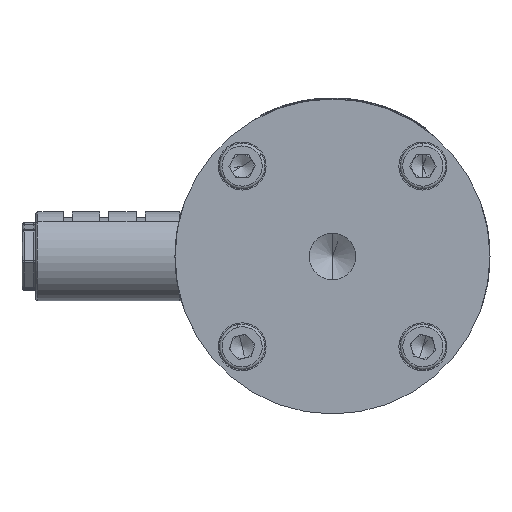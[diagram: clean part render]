
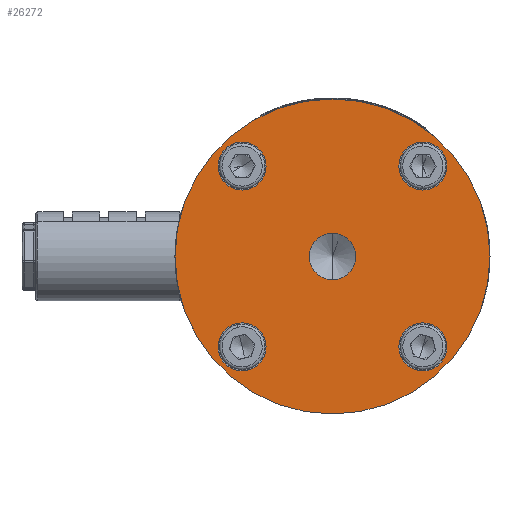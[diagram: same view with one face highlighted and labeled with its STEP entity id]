
A CAD part, front view. The second image highlights one B-rep face of the part: STEP entity #26272.
In plain terms, the highlighted planar face has unit normal (0, -1, 0).
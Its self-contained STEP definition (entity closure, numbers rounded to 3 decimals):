
#1053 = ORIENTED_EDGE ( 'NONE', *, *, #24024, .F. ) ;
#1233 = ORIENTED_EDGE ( 'NONE', *, *, #3330, .F. ) ;
#1371 = DIRECTION ( 'NONE',  ( 0., -1., 0. ) ) ;
#1552 = CARTESIAN_POINT ( 'NONE',  ( 19.799, -48.5, 14.549 ) ) ;
#2322 = EDGE_LOOP ( 'NONE', ( #21561, #17286 ) ) ;
#2593 = DIRECTION ( 'NONE',  ( 0., 0., 1. ) ) ;
#2944 = AXIS2_PLACEMENT_3D ( 'NONE', #23509, #4780, #7562 ) ;
#3089 = CARTESIAN_POINT ( 'NONE',  ( 19.799, -48.5, 19.799 ) ) ;
#3330 = EDGE_CURVE ( 'NONE', #19240, #10656, #22223, .T. ) ;
#3558 = AXIS2_PLACEMENT_3D ( 'NONE', #32573, #16849, #22248 ) ;
#3917 = ORIENTED_EDGE ( 'NONE', *, *, #15054, .F. ) ;
#3922 = CARTESIAN_POINT ( 'NONE',  ( 19.799, -48.5, -14.549 ) ) ;
#4780 = DIRECTION ( 'NONE',  ( 0., -1., 0. ) ) ;
#4909 = EDGE_CURVE ( 'NONE', #20813, #7006, #6659, .T. ) ;
#5620 = EDGE_LOOP ( 'NONE', ( #17018, #13881 ) ) ;
#5975 = AXIS2_PLACEMENT_3D ( 'NONE', #15824, #20881, #2593 ) ;
#6368 = CARTESIAN_POINT ( 'NONE',  ( 0., -48.5, -34.5 ) ) ;
#6449 = CIRCLE ( 'NONE', #22291, 5.1 ) ;
#6607 = DIRECTION ( 'NONE',  ( 0., 0., 1. ) ) ;
#6659 = CIRCLE ( 'NONE', #27244, 5.25 ) ;
#7006 = VERTEX_POINT ( 'NONE', #1552 ) ;
#7237 = DIRECTION ( 'NONE',  ( 0., 0., 1. ) ) ;
#7355 = DIRECTION ( 'NONE',  ( 0., -1., 0. ) ) ;
#7406 = CARTESIAN_POINT ( 'NONE',  ( -19.799, -48.5, 25.049 ) ) ;
#7562 = DIRECTION ( 'NONE',  ( 0., 0., 1. ) ) ;
#7986 = CIRCLE ( 'NONE', #3558, 34.5 ) ;
#8012 = AXIS2_PLACEMENT_3D ( 'NONE', #29186, #13654, #8575 ) ;
#8362 = AXIS2_PLACEMENT_3D ( 'NONE', #22339, #32655, #6607 ) ;
#8536 = EDGE_LOOP ( 'NONE', ( #1233, #14772 ) ) ;
#8542 = CIRCLE ( 'NONE', #2944, 5.25 ) ;
#8548 = VERTEX_POINT ( 'NONE', #25741 ) ;
#8575 = DIRECTION ( 'NONE',  ( 0., 0., 1. ) ) ;
#8962 = FACE_BOUND ( 'NONE', #11600, .T. ) ;
#10259 = AXIS2_PLACEMENT_3D ( 'NONE', #11124, #14260, #24797 ) ;
#10277 = CARTESIAN_POINT ( 'NONE',  ( 0., -48.5, 0. ) ) ;
#10438 = CARTESIAN_POINT ( 'NONE',  ( -19.799, -48.5, -19.799 ) ) ;
#10656 = VERTEX_POINT ( 'NONE', #11664 ) ;
#10825 = ORIENTED_EDGE ( 'NONE', *, *, #26660, .F. ) ;
#11104 = CARTESIAN_POINT ( 'NONE',  ( 19.799, -48.5, -25.049 ) ) ;
#11124 = CARTESIAN_POINT ( 'NONE',  ( -19.799, -48.5, 19.799 ) ) ;
#11416 = FACE_BOUND ( 'NONE', #18623, .T. ) ;
#11600 = EDGE_LOOP ( 'NONE', ( #20653, #14637 ) ) ;
#11649 = EDGE_LOOP ( 'NONE', ( #10825, #23553 ) ) ;
#11664 = CARTESIAN_POINT ( 'NONE',  ( -19.799, -48.5, 14.549 ) ) ;
#11743 = DIRECTION ( 'NONE',  ( 0., 0., 1. ) ) ;
#11757 = EDGE_CURVE ( 'NONE', #34124, #29212, #7986, .T. ) ;
#11932 = CIRCLE ( 'NONE', #8362, 34.5 ) ;
#12265 = AXIS2_PLACEMENT_3D ( 'NONE', #14589, #1371, #20328 ) ;
#12622 = DIRECTION ( 'NONE',  ( 0., 0., 1. ) ) ;
#12739 = CIRCLE ( 'NONE', #12265, 5.25 ) ;
#12917 = DIRECTION ( 'NONE',  ( 0., -1., 0. ) ) ;
#13068 = PLANE ( 'NONE',  #8012 ) ;
#13078 = DIRECTION ( 'NONE',  ( 0., -1., 0. ) ) ;
#13654 = DIRECTION ( 'NONE',  ( 0., -1., 0. ) ) ;
#13718 = CARTESIAN_POINT ( 'NONE',  ( 19.799, -48.5, 25.049 ) ) ;
#13881 = ORIENTED_EDGE ( 'NONE', *, *, #33160, .F. ) ;
#14260 = DIRECTION ( 'NONE',  ( 0., -1., 0. ) ) ;
#14429 = EDGE_CURVE ( 'NONE', #10656, #19240, #17376, .T. ) ;
#14589 = CARTESIAN_POINT ( 'NONE',  ( -19.799, -48.5, -19.799 ) ) ;
#14591 = EDGE_CURVE ( 'NONE', #29504, #19995, #12739, .T. ) ;
#14637 = ORIENTED_EDGE ( 'NONE', *, *, #14591, .F. ) ;
#14772 = ORIENTED_EDGE ( 'NONE', *, *, #14429, .F. ) ;
#15054 = EDGE_CURVE ( 'NONE', #24489, #32364, #8542, .T. ) ;
#15824 = CARTESIAN_POINT ( 'NONE',  ( 19.799, -48.5, -19.799 ) ) ;
#16451 = CIRCLE ( 'NONE', #16488, 5.1 ) ;
#16488 = AXIS2_PLACEMENT_3D ( 'NONE', #19579, #33172, #11743 ) ;
#16849 = DIRECTION ( 'NONE',  ( 0., -1., 0. ) ) ;
#17018 = ORIENTED_EDGE ( 'NONE', *, *, #4909, .F. ) ;
#17286 = ORIENTED_EDGE ( 'NONE', *, *, #21341, .T. ) ;
#17376 = CIRCLE ( 'NONE', #23031, 5.25 ) ;
#17523 = CARTESIAN_POINT ( 'NONE',  ( 0., -48.5, 34.5 ) ) ;
#18623 = EDGE_LOOP ( 'NONE', ( #1053, #3917 ) ) ;
#18738 = EDGE_CURVE ( 'NONE', #19995, #29504, #30387, .T. ) ;
#19228 = AXIS2_PLACEMENT_3D ( 'NONE', #3089, #29840, #24733 ) ;
#19240 = VERTEX_POINT ( 'NONE', #7406 ) ;
#19579 = CARTESIAN_POINT ( 'NONE',  ( 0., -48.5, 0. ) ) ;
#19995 = VERTEX_POINT ( 'NONE', #25027 ) ;
#20328 = DIRECTION ( 'NONE',  ( 0., 0., 1. ) ) ;
#20653 = ORIENTED_EDGE ( 'NONE', *, *, #18738, .F. ) ;
#20813 = VERTEX_POINT ( 'NONE', #13718 ) ;
#20881 = DIRECTION ( 'NONE',  ( 0., -1., 0. ) ) ;
#21341 = EDGE_CURVE ( 'NONE', #29212, #34124, #11932, .T. ) ;
#21561 = ORIENTED_EDGE ( 'NONE', *, *, #11757, .T. ) ;
#21842 = CARTESIAN_POINT ( 'NONE',  ( -19.799, -48.5, -25.049 ) ) ;
#22223 = CIRCLE ( 'NONE', #10259, 5.25 ) ;
#22248 = DIRECTION ( 'NONE',  ( 0., 0., 1. ) ) ;
#22291 = AXIS2_PLACEMENT_3D ( 'NONE', #10277, #12917, #26256 ) ;
#22339 = CARTESIAN_POINT ( 'NONE',  ( 0., -48.5, 0. ) ) ;
#22408 = CARTESIAN_POINT ( 'NONE',  ( 0., -48.5, 5.1 ) ) ;
#23031 = AXIS2_PLACEMENT_3D ( 'NONE', #32198, #27203, #29654 ) ;
#23509 = CARTESIAN_POINT ( 'NONE',  ( 19.799, -48.5, -19.799 ) ) ;
#23553 = ORIENTED_EDGE ( 'NONE', *, *, #27146, .F. ) ;
#23568 = FACE_BOUND ( 'NONE', #11649, .T. ) ;
#24024 = EDGE_CURVE ( 'NONE', #32364, #24489, #28717, .T. ) ;
#24489 = VERTEX_POINT ( 'NONE', #11104 ) ;
#24733 = DIRECTION ( 'NONE',  ( 0., 0., 1. ) ) ;
#24797 = DIRECTION ( 'NONE',  ( 0., 0., 1. ) ) ;
#25027 = CARTESIAN_POINT ( 'NONE',  ( -19.799, -48.5, -14.549 ) ) ;
#25177 = CIRCLE ( 'NONE', #19228, 5.25 ) ;
#25212 = VERTEX_POINT ( 'NONE', #22408 ) ;
#25645 = FACE_BOUND ( 'NONE', #8536, .T. ) ;
#25741 = CARTESIAN_POINT ( 'NONE',  ( 0., -48.5, -5.1 ) ) ;
#25922 = AXIS2_PLACEMENT_3D ( 'NONE', #10438, #13078, #12622 ) ;
#26256 = DIRECTION ( 'NONE',  ( 0., 0., 1. ) ) ;
#26272 = ADVANCED_FACE ( 'NONE', ( #23568, #28123, #25645, #8962, #11416, #28955 ), #13068, .T. ) ;
#26660 = EDGE_CURVE ( 'NONE', #25212, #8548, #6449, .T. ) ;
#27146 = EDGE_CURVE ( 'NONE', #8548, #25212, #16451, .T. ) ;
#27203 = DIRECTION ( 'NONE',  ( 0., -1., 0. ) ) ;
#27244 = AXIS2_PLACEMENT_3D ( 'NONE', #31092, #7355, #7237 ) ;
#28123 = FACE_BOUND ( 'NONE', #5620, .T. ) ;
#28717 = CIRCLE ( 'NONE', #5975, 5.25 ) ;
#28955 = FACE_OUTER_BOUND ( 'NONE', #2322, .T. ) ;
#29186 = CARTESIAN_POINT ( 'NONE',  ( 0., -48.5, 0. ) ) ;
#29212 = VERTEX_POINT ( 'NONE', #17523 ) ;
#29504 = VERTEX_POINT ( 'NONE', #21842 ) ;
#29654 = DIRECTION ( 'NONE',  ( 0., 0., 1. ) ) ;
#29840 = DIRECTION ( 'NONE',  ( 0., -1., 0. ) ) ;
#30387 = CIRCLE ( 'NONE', #25922, 5.25 ) ;
#31092 = CARTESIAN_POINT ( 'NONE',  ( 19.799, -48.5, 19.799 ) ) ;
#32198 = CARTESIAN_POINT ( 'NONE',  ( -19.799, -48.5, 19.799 ) ) ;
#32364 = VERTEX_POINT ( 'NONE', #3922 ) ;
#32573 = CARTESIAN_POINT ( 'NONE',  ( 0., -48.5, 0. ) ) ;
#32655 = DIRECTION ( 'NONE',  ( 0., -1., 0. ) ) ;
#33160 = EDGE_CURVE ( 'NONE', #7006, #20813, #25177, .T. ) ;
#33172 = DIRECTION ( 'NONE',  ( 0., -1., 0. ) ) ;
#34124 = VERTEX_POINT ( 'NONE', #6368 ) ;
